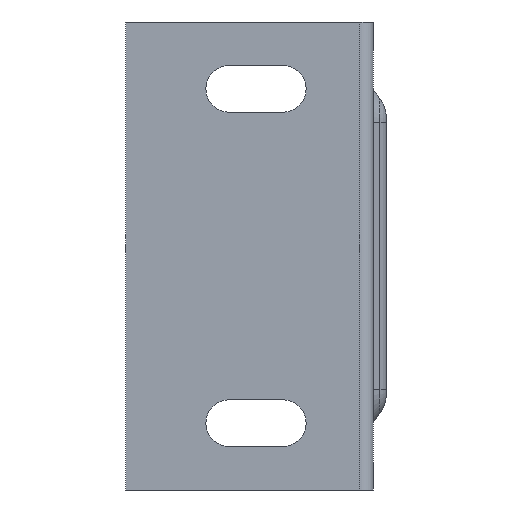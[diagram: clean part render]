
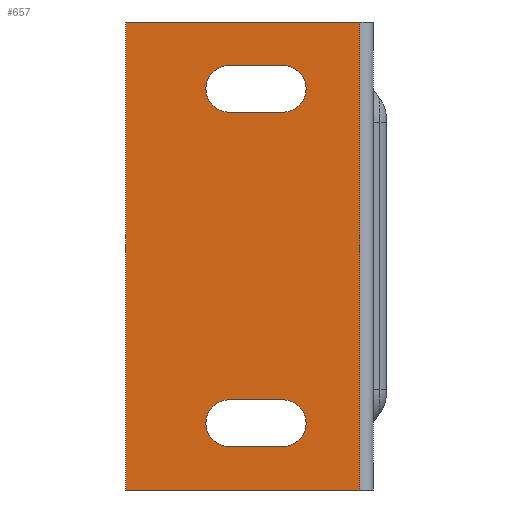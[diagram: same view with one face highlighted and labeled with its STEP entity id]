
A CAD part, left-side view. The second image highlights one B-rep face of the part: STEP entity #657.
In plain terms, the highlighted planar face has unit normal (-1, 0, 0).
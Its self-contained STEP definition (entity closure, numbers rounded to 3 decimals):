
#24 = AXIS2_PLACEMENT_3D ( 'NONE', #1503, #1516, #1499 ) ;
#83 = EDGE_CURVE ( 'NONE', #1881, #1882, #1800, .T. ) ;
#140 = EDGE_CURVE ( 'NONE', #1879, #1864, #1624, .T. ) ;
#141 = EDGE_CURVE ( 'NONE', #1863, #1902, #1630, .T. ) ;
#142 = EDGE_CURVE ( 'NONE', #1902, #1896, #1620, .T. ) ;
#143 = EDGE_CURVE ( 'NONE', #1896, #1893, #1617, .T. ) ;
#144 = EDGE_CURVE ( 'NONE', #1893, #1863, #1615, .T. ) ;
#145 = EDGE_CURVE ( 'NONE', #1887, #1876, #1614, .T. ) ;
#323 = DIRECTION ( 'NONE',  ( 0., 1., 0. ) ) ;
#336 = CARTESIAN_POINT ( 'NONE',  ( -205., 0., 35. ) ) ;
#517 = EDGE_CURVE ( 'NONE', #1882, #1876, #1591, .T. ) ;
#518 = EDGE_CURVE ( 'NONE', #1864, #1868, #822, .T. ) ;
#519 = EDGE_CURVE ( 'NONE', #1868, #1950, #823, .T. ) ;
#520 = EDGE_CURVE ( 'NONE', #1950, #1879, #821, .T. ) ;
#551 = CARTESIAN_POINT ( 'NONE',  ( -205., 19.5, 21.5 ) ) ;
#568 = CARTESIAN_POINT ( 'NONE',  ( -205., 11.5, -28.5 ) ) ;
#590 = CARTESIAN_POINT ( 'NONE',  ( -205., 19.5, -28.5 ) ) ;
#657 = ADVANCED_FACE ( 'NONE', ( #729, #726, #731 ), #1501, .T. ) ;
#726 = FACE_BOUND ( 'NONE', #1989, .T. ) ;
#729 = FACE_BOUND ( 'NONE', #2029, .T. ) ;
#731 = FACE_OUTER_BOUND ( 'NONE', #1983, .T. ) ;
#820 = VECTOR ( 'NONE', #1148, 1000. ) ;
#821 = CIRCLE ( 'NONE', #1271, 3.5 ) ;
#822 = CIRCLE ( 'NONE', #1270, 3.5 ) ;
#823 = LINE ( 'NONE', #1141, #820 ) ;
#854 = VECTOR ( 'NONE', #1509, 1000. ) ;
#861 = LINE ( 'NONE', #1510, #854 ) ;
#1013 = CARTESIAN_POINT ( 'NONE',  ( -205., 0., -35. ) ) ;
#1020 = DIRECTION ( 'NONE',  ( 1., 0., 0. ) ) ;
#1022 = CARTESIAN_POINT ( 'NONE',  ( -205., 19.5, -25. ) ) ;
#1025 = DIRECTION ( 'NONE',  ( 0., 1., 0. ) ) ;
#1037 = DIRECTION ( 'NONE',  ( 0., 1., 0. ) ) ;
#1038 = DIRECTION ( 'NONE',  ( 0., 1., 0. ) ) ;
#1042 = DIRECTION ( 'NONE',  ( 1., 0., 0. ) ) ;
#1047 = CARTESIAN_POINT ( 'NONE',  ( -205., 11.5, -25. ) ) ;
#1048 = CARTESIAN_POINT ( 'NONE',  ( -205., 11.5, -28.5 ) ) ;
#1053 = DIRECTION ( 'NONE',  ( 0., -1., 0. ) ) ;
#1056 = DIRECTION ( 'NONE',  ( 0., -1., 0. ) ) ;
#1058 = CARTESIAN_POINT ( 'NONE',  ( -205., 11.5, 28.5 ) ) ;
#1061 = DIRECTION ( 'NONE',  ( 0., 1., 0. ) ) ;
#1073 = CARTESIAN_POINT ( 'NONE',  ( -205., 11.5, -21.5 ) ) ;
#1124 = DIRECTION ( 'NONE',  ( 0., 1., 0. ) ) ;
#1125 = DIRECTION ( 'NONE',  ( 1., 0., 0. ) ) ;
#1126 = CARTESIAN_POINT ( 'NONE',  ( -205., 19.5, 25. ) ) ;
#1132 = DIRECTION ( 'NONE',  ( 0., 1., 0. ) ) ;
#1133 = DIRECTION ( 'NONE',  ( 1., 0., 0. ) ) ;
#1134 = CARTESIAN_POINT ( 'NONE',  ( -205., 11.5, 25. ) ) ;
#1137 = DIRECTION ( 'NONE',  ( 0., 0., -1. ) ) ;
#1138 = CARTESIAN_POINT ( 'NONE',  ( -205., 35., 35. ) ) ;
#1141 = CARTESIAN_POINT ( 'NONE',  ( -205., 11.5, 21.5 ) ) ;
#1148 = DIRECTION ( 'NONE',  ( 0., 1., 0. ) ) ;
#1153 = EDGE_CURVE ( 'NONE', #1887, #1881, #861, .T. ) ;
#1262 = AXIS2_PLACEMENT_3D ( 'NONE', #1047, #1042, #1038 ) ;
#1263 = AXIS2_PLACEMENT_3D ( 'NONE', #1022, #1020, #1037 ) ;
#1270 = AXIS2_PLACEMENT_3D ( 'NONE', #1134, #1133, #1132 ) ;
#1271 = AXIS2_PLACEMENT_3D ( 'NONE', #1126, #1125, #1124 ) ;
#1499 = DIRECTION ( 'NONE',  ( 0., -1., 0. ) ) ;
#1501 = PLANE ( 'NONE',  #24 ) ;
#1503 = CARTESIAN_POINT ( 'NONE',  ( -205., 0., 35. ) ) ;
#1509 = DIRECTION ( 'NONE',  ( 0., 0., 1. ) ) ;
#1510 = CARTESIAN_POINT ( 'NONE',  ( -205., 0., 35. ) ) ;
#1516 = DIRECTION ( 'NONE',  ( -1., 0., 0. ) ) ;
#1589 = VECTOR ( 'NONE', #1137, 1000. ) ;
#1591 = LINE ( 'NONE', #1138, #1589 ) ;
#1611 = VECTOR ( 'NONE', #1025, 1000. ) ;
#1613 = VECTOR ( 'NONE', #1053, 1000. ) ;
#1614 = LINE ( 'NONE', #1013, #1611 ) ;
#1615 = LINE ( 'NONE', #1073, #1613 ) ;
#1616 = VECTOR ( 'NONE', #1061, 1000. ) ;
#1617 = CIRCLE ( 'NONE', #1263, 3.5 ) ;
#1620 = LINE ( 'NONE', #1048, #1616 ) ;
#1624 = LINE ( 'NONE', #1058, #1625 ) ;
#1625 = VECTOR ( 'NONE', #1056, 1000. ) ;
#1630 = CIRCLE ( 'NONE', #1262, 3.5 ) ;
#1796 = VECTOR ( 'NONE', #323, 1000. ) ;
#1800 = LINE ( 'NONE', #336, #1796 ) ;
#1863 = VERTEX_POINT ( 'NONE', #2441 ) ;
#1864 = VERTEX_POINT ( 'NONE', #2437 ) ;
#1868 = VERTEX_POINT ( 'NONE', #2430 ) ;
#1876 = VERTEX_POINT ( 'NONE', #2421 ) ;
#1879 = VERTEX_POINT ( 'NONE', #2418 ) ;
#1881 = VERTEX_POINT ( 'NONE', #2416 ) ;
#1882 = VERTEX_POINT ( 'NONE', #2413 ) ;
#1887 = VERTEX_POINT ( 'NONE', #2407 ) ;
#1893 = VERTEX_POINT ( 'NONE', #2397 ) ;
#1896 = VERTEX_POINT ( 'NONE', #590 ) ;
#1902 = VERTEX_POINT ( 'NONE', #568 ) ;
#1950 = VERTEX_POINT ( 'NONE', #551 ) ;
#1983 = EDGE_LOOP ( 'NONE', ( #2154, #2155, #2156, #2157 ) ) ;
#1989 = EDGE_LOOP ( 'NONE', ( #2150, #2151, #2152, #2153 ) ) ;
#2029 = EDGE_LOOP ( 'NONE', ( #2146, #2147, #2148, #2149 ) ) ;
#2146 = ORIENTED_EDGE ( 'NONE', *, *, #518, .T. ) ;
#2147 = ORIENTED_EDGE ( 'NONE', *, *, #519, .T. ) ;
#2148 = ORIENTED_EDGE ( 'NONE', *, *, #520, .T. ) ;
#2149 = ORIENTED_EDGE ( 'NONE', *, *, #140, .T. ) ;
#2150 = ORIENTED_EDGE ( 'NONE', *, *, #141, .T. ) ;
#2151 = ORIENTED_EDGE ( 'NONE', *, *, #142, .T. ) ;
#2152 = ORIENTED_EDGE ( 'NONE', *, *, #143, .T. ) ;
#2153 = ORIENTED_EDGE ( 'NONE', *, *, #144, .T. ) ;
#2154 = ORIENTED_EDGE ( 'NONE', *, *, #145, .F. ) ;
#2155 = ORIENTED_EDGE ( 'NONE', *, *, #1153, .T. ) ;
#2156 = ORIENTED_EDGE ( 'NONE', *, *, #83, .T. ) ;
#2157 = ORIENTED_EDGE ( 'NONE', *, *, #517, .T. ) ;
#2397 = CARTESIAN_POINT ( 'NONE',  ( -205., 19.5, -21.5 ) ) ;
#2407 = CARTESIAN_POINT ( 'NONE',  ( -205., 0., -35. ) ) ;
#2413 = CARTESIAN_POINT ( 'NONE',  ( -205., 35., 35. ) ) ;
#2416 = CARTESIAN_POINT ( 'NONE',  ( -205., 0., 35. ) ) ;
#2418 = CARTESIAN_POINT ( 'NONE',  ( -205., 19.5, 28.5 ) ) ;
#2421 = CARTESIAN_POINT ( 'NONE',  ( -205., 35., -35. ) ) ;
#2430 = CARTESIAN_POINT ( 'NONE',  ( -205., 11.5, 21.5 ) ) ;
#2437 = CARTESIAN_POINT ( 'NONE',  ( -205., 11.5, 28.5 ) ) ;
#2441 = CARTESIAN_POINT ( 'NONE',  ( -205., 11.5, -21.5 ) ) ;
